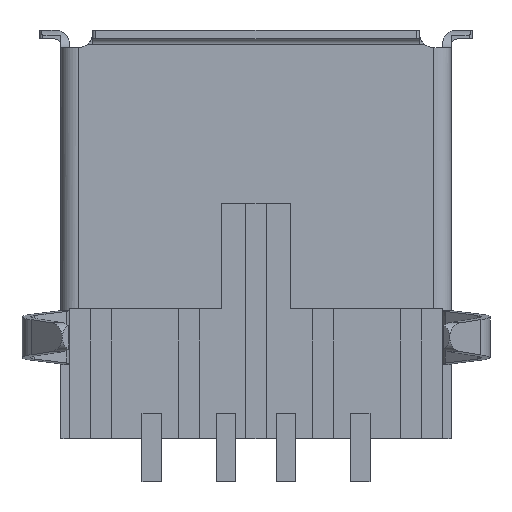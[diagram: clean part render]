
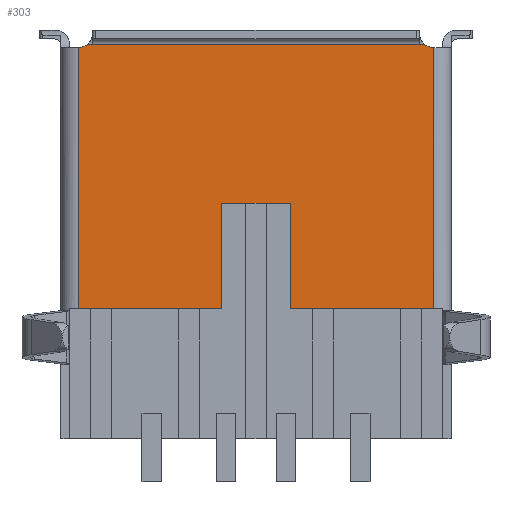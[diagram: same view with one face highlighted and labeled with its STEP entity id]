
A CAD part, front view. The second image highlights one B-rep face of the part: STEP entity #303.
In plain terms, the highlighted planar face has unit normal (0, -1, 0).
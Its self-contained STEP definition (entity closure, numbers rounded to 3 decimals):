
#303=ADVANCED_FACE('',(#762),#763,.T.);
#762=FACE_OUTER_BOUND('',#1373,.T.);
#763=PLANE('',#1374);
#1373=EDGE_LOOP('',(#2228,#2229,#2230,#2231,#2232,#2233,#2234,#2235,#2236,#2237));
#1374=AXIS2_PLACEMENT_3D('',#2238,#2239,#2240);
#2228=ORIENTED_EDGE('',*,*,#4032,.T.);
#2229=ORIENTED_EDGE('',*,*,#4033,.T.);
#2230=ORIENTED_EDGE('',*,*,#4034,.T.);
#2231=ORIENTED_EDGE('',*,*,#4035,.F.);
#2232=ORIENTED_EDGE('',*,*,#3937,.T.);
#2233=ORIENTED_EDGE('',*,*,#4036,.T.);
#2234=ORIENTED_EDGE('',*,*,#4037,.T.);
#2235=ORIENTED_EDGE('',*,*,#4038,.T.);
#2236=ORIENTED_EDGE('',*,*,#3953,.T.);
#2237=ORIENTED_EDGE('',*,*,#4039,.T.);
#2238=CARTESIAN_POINT('',(-8.0,0.615,-4.934));
#2239=DIRECTION('',(0.0,-1.0,0.0));
#2240=DIRECTION('',(0.,0.0,-1.0));
#3937=EDGE_CURVE('',#4823,#4821,#4824,.T.);
#3953=EDGE_CURVE('',#4849,#4850,#4851,.T.);
#4032=EDGE_CURVE('',#4981,#4982,#4983,.T.);
#4033=EDGE_CURVE('',#4982,#4984,#4985,.T.);
#4034=EDGE_CURVE('',#4984,#4986,#4987,.T.);
#4035=EDGE_CURVE('',#4823,#4986,#4988,.T.);
#4036=EDGE_CURVE('',#4821,#4989,#4990,.T.);
#4037=EDGE_CURVE('',#4989,#4991,#4992,.T.);
#4038=EDGE_CURVE('',#4991,#4849,#4993,.T.);
#4039=EDGE_CURVE('',#4850,#4981,#4994,.T.);
#4821=VERTEX_POINT('',#6095);
#4823=VERTEX_POINT('',#6098);
#4824=CIRCLE('',#6099,0.487);
#4849=VERTEX_POINT('',#6141);
#4850=VERTEX_POINT('',#6142);
#4851=LINE('',#6143,#6144);
#4981=VERTEX_POINT('',#6324);
#4982=VERTEX_POINT('',#6325);
#4983=LINE('',#6326,#6327);
#4984=VERTEX_POINT('',#6328);
#4985=LINE('',#6329,#6330);
#4986=VERTEX_POINT('',#6331);
#4987=CIRCLE('',#6332,0.487);
#4988=LINE('',#6333,#6334);
#4989=VERTEX_POINT('',#6335);
#4990=LINE('',#6336,#6337);
#4991=VERTEX_POINT('',#6338);
#4992=LINE('',#6339,#6340);
#4993=LINE('',#6341,#6342);
#4994=LINE('',#6343,#6344);
#6095=CARTESIAN_POINT('',(-5.966,0.615,-0.587));
#6098=CARTESIAN_POINT('',(-5.667,0.615,-0.486));
#6099=AXIS2_PLACEMENT_3D('',#7653,#7654,#7655);
#6141=CARTESIAN_POINT('',(-1.16,0.615,-5.8));
#6142=CARTESIAN_POINT('',(1.16,0.615,-5.8));
#6143=CARTESIAN_POINT('',(-4.,0.615,-5.8));
#6144=VECTOR('',#7677,1.0);
#6324=CARTESIAN_POINT('',(1.16,0.615,-9.35));
#6325=CARTESIAN_POINT('',(5.969,0.615,-9.35));
#6326=CARTESIAN_POINT('',(-1.9,0.615,-9.35));
#6327=VECTOR('',#7764,1.0);
#6328=CARTESIAN_POINT('',(5.966,0.615,-0.587));
#6329=CARTESIAN_POINT('',(5.969,0.615,-4.934));
#6330=VECTOR('',#7765,1.0);
#6331=CARTESIAN_POINT('',(5.667,0.615,-0.486));
#6332=AXIS2_PLACEMENT_3D('',#7766,#7767,#7768);
#6333=CARTESIAN_POINT('',(-8.0,0.615,-0.487));
#6334=VECTOR('',#7769,1.0);
#6335=CARTESIAN_POINT('',(-5.969,0.615,-9.35));
#6336=CARTESIAN_POINT('',(-5.969,0.615,-4.934));
#6337=VECTOR('',#7770,1.0);
#6338=CARTESIAN_POINT('',(-1.16,0.615,-9.35));
#6339=CARTESIAN_POINT('',(-6.1,0.615,-9.35));
#6340=VECTOR('',#7771,1.0);
#6341=CARTESIAN_POINT('',(-1.16,0.615,-6.23));
#6342=VECTOR('',#7772,1.0);
#6343=CARTESIAN_POINT('',(1.16,0.615,-6.23));
#6344=VECTOR('',#7773,1.0);
#7653=CARTESIAN_POINT('',(-5.963,0.615,-0.1));
#7654=DIRECTION('',(0.0,1.0,0.0));
#7655=DIRECTION('',(-1.0,0.0,0.));
#7677=DIRECTION('',(1.0,0.0,0.));
#7764=DIRECTION('',(1.0,0.0,0.));
#7765=DIRECTION('',(0.,-0.0,1.0));
#7766=CARTESIAN_POINT('',(5.963,0.615,-0.1));
#7767=DIRECTION('',(0.0,1.0,0.0));
#7768=DIRECTION('',(-1.0,0.0,0.));
#7769=DIRECTION('',(1.0,0.0,0.));
#7770=DIRECTION('',(0.,0.0,-1.0));
#7771=DIRECTION('',(1.0,0.0,0.));
#7772=DIRECTION('',(0.,0.0,1.0));
#7773=DIRECTION('',(0.,0.0,-1.0));
